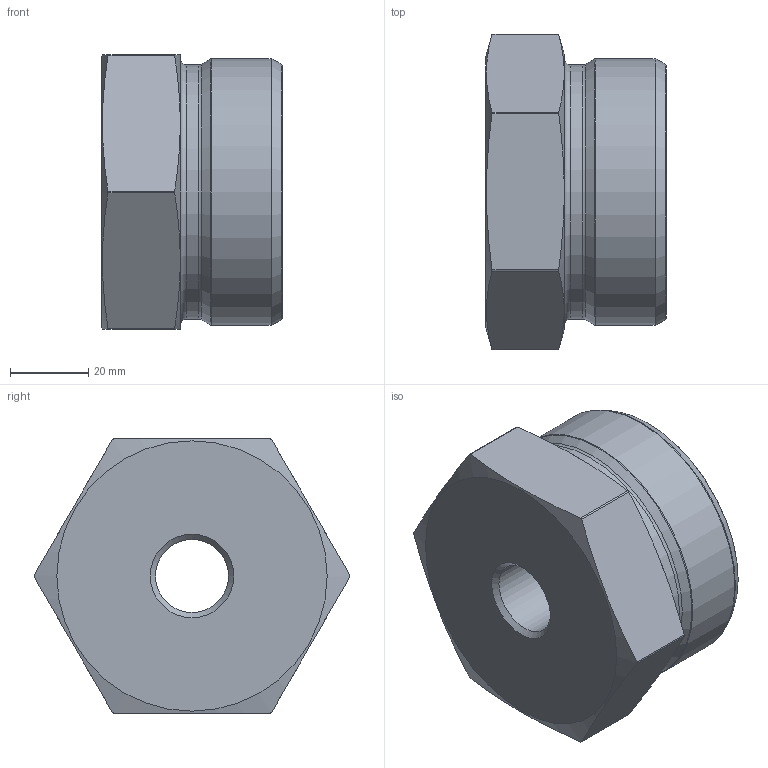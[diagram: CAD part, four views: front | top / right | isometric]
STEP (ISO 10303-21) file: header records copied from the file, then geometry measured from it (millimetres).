
FILE_DESCRIPTION(/* description */ (''),/* implementation_level */ '2;1');
FILE_NAME(/* name */ 'X-GEI505.stp',/* time_stamp */ '2025-01-13T09:36:53+01:00',/* author */ (''),/* organization */ (''),/* preprocessor_version */ 'ST-DEVELOPER v16',/* originating_system */ 'SIEMENS PLM Software NX 10.0',/* authorisation */ '');
FILE_SCHEMA (('CONFIG_CONTROL_DESIGN'));
Length unit declared in the file: millimetre
Products named in the file (1): X-GEI505
Bounding box: 46 x 80.57 x 70 mm (x, y, z)
Volume: 131186.2 mm3; surface area: 22182.3 mm2
Topology: 1 solids, 1 shells, 38 faces, 85 edges, 51 vertices
Faces by surface type: cone 12, plane 10, cylinder 10, torus 6
Full cylindrical faces by diameter (mm): 18.64 x1, 50.26 x1, 64.9 x1, 68 x1
Entity records: 1066 total; most frequent: CARTESIAN_POINT 217, DIRECTION 164, ORIENTED_EDGE 134, AXIS2_PLACEMENT_3D 76, EDGE_CURVE 67, EDGE_LOOP 58, VERTEX_POINT 49, FACE_BOUND 40
